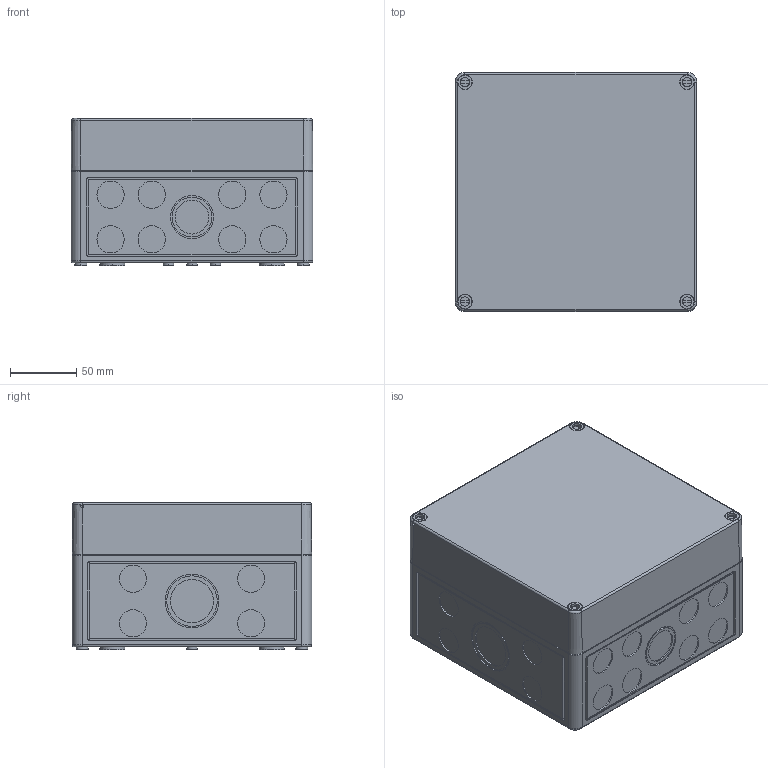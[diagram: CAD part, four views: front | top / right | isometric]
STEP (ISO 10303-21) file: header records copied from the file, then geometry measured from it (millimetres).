
FILE_DESCRIPTION (( 'STEP AP203' ), '1' );
FILE_NAME ('60181825.step', '2014-12-03T15:00:46', ( 'Windows-Benutzer' ), ( '' ), 'SwSTEP 2.0', 'SolidWorks 2014', '' );
FILE_SCHEMA (( 'CONFIG_CONTROL_DESIGN' ));
Length unit declared in the file: millimetre
Products named in the file (4): Kasten_TK1818-m60181825; Deckel_TK1818-1160181825; Schraube_TK58mm-grau60181825; 60181825
Assembly tree (6 placements, depth 2):
  60181825
    Kasten_TK1818-m60181825
    Deckel_TK1818-1160181825
    Schraube_TK58mm-grau60181825  x4
Bounding box: 182 x 180 x 110.7 mm (x, y, z)
Volume: 498355.4 mm3; surface area: 318022.1 mm2
Topology: 6 solids, 6 shells, 1023 faces, 2525 edges, 1654 vertices
Faces by surface type: plane 585, cylinder 346, cone 76, torus 16
Entity records: 23919 total; most frequent: DIRECTION 4251, CARTESIAN_POINT 4170, ORIENTED_EDGE 3850, EDGE_CURVE 1925, AXIS2_PLACEMENT_3D 1575, VERTEX_POINT 1258, VECTOR 1101, LINE 1101
